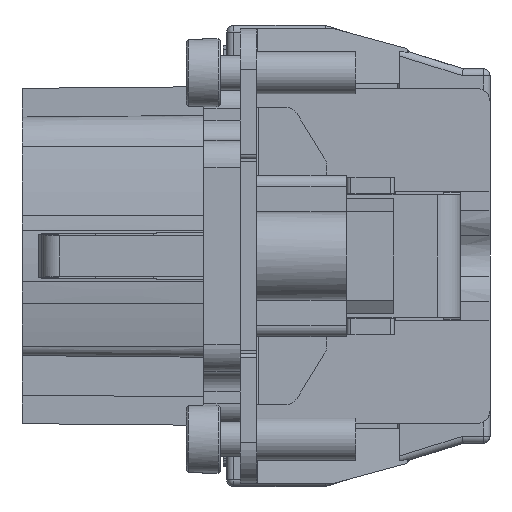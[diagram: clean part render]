
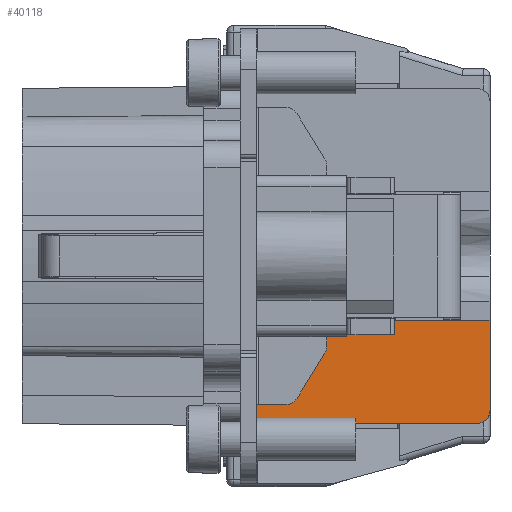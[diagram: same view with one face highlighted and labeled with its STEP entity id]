
A CAD part, left-side view. The second image highlights one B-rep face of the part: STEP entity #40118.
In plain terms, the highlighted planar face has unit normal (-1, -0.005, 0).
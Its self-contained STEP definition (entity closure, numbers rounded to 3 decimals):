
#2711=DIRECTION('',(0.,0.,1.));
#2712=VECTOR('',#2711,6.625);
#2713=CARTESIAN_POINT('',(-21.304,-17.25,-11.35));
#2714=LINE('',#2713,#2712);
#7416=DIRECTION('',(0.005,-1.,0.));
#7417=VECTOR('',#7416,16.405);
#7418=CARTESIAN_POINT('',(-21.395,0.155,-12.35));
#7419=LINE('',#7418,#7417);
#7450=DIRECTION('',(0.,0.,1.));
#7451=VECTOR('',#7450,7.625);
#7452=CARTESIAN_POINT('',(-21.395,0.155,-12.35));
#7453=LINE('',#7452,#7451);
#7454=DIRECTION('',(0.005,-1.,0.));
#7455=VECTOR('',#7454,17.405);
#7456=CARTESIAN_POINT('',(-21.395,0.155,-4.725));
#7457=LINE('',#7456,#7455);
#7458=CARTESIAN_POINT('',(-21.309,-16.25,-12.35));
#7459=CARTESIAN_POINT('',(-21.308,-16.417,-12.35));
#7460=CARTESIAN_POINT('',(-21.307,-16.678,
-12.278));
#7461=CARTESIAN_POINT('',(-21.305,-16.972,
-12.072));
#7462=CARTESIAN_POINT('',(-21.304,-17.178,
-11.778));
#7463=CARTESIAN_POINT('',(-21.304,-17.25,-11.517));
#7464=CARTESIAN_POINT('',(-21.304,-17.25,-11.35));
#28141=VERTEX_POINT('',#7458);
#28142=VERTEX_POINT('',#7464);
#28145=CARTESIAN_POINT('',(-21.304,-17.25,-4.725));
#28146=VERTEX_POINT('',#28145);
#28167=CARTESIAN_POINT('',(-21.395,0.155,-12.35));
#28168=CARTESIAN_POINT('',(-21.395,0.155,-4.725));
#28169=VERTEX_POINT('',#28167);
#28170=VERTEX_POINT('',#28168);
#40104=CARTESIAN_POINT('',(-21.4,1.15,-25.659));
#40105=DIRECTION('',(1.,0.005,0.));
#40106=DIRECTION('',(0.,0.,1.));
#40107=AXIS2_PLACEMENT_3D('',#40104,#40105,#40106);
#40108=PLANE('',#40107);
#40109=ORIENTED_EDGE('',*,*,#40095,.T.);
#40111=ORIENTED_EDGE('',*,*,#40110,.T.);
#40112=ORIENTED_EDGE('',*,*,#35915,.F.);
#40114=ORIENTED_EDGE('',*,*,#40113,.F.);
#40115=ORIENTED_EDGE('',*,*,#40072,.F.);
#40116=EDGE_LOOP('',(#40109,#40111,#40112,#40114,#40115));
#40117=FACE_OUTER_BOUND('',#40116,.F.);
#40118=ADVANCED_FACE('',(#40117),#40108,.F.);
#7465=B_SPLINE_CURVE_WITH_KNOTS('',3,(#7458,#7459,#7460,#7461,#7462,#7463,
#7464),.UNSPECIFIED.,.F.,.F.,(4,1,1,1,4),(0.,0.25,0.5,0.75,1.),
.UNSPECIFIED.);
#35915=EDGE_CURVE('',#28142,#28146,#2714,.T.);
#40072=EDGE_CURVE('',#28169,#28141,#7419,.T.);
#40095=EDGE_CURVE('',#28169,#28170,#7453,.T.);
#40110=EDGE_CURVE('',#28170,#28146,#7457,.T.);
#40113=EDGE_CURVE('',#28141,#28142,#7465,.T.);
